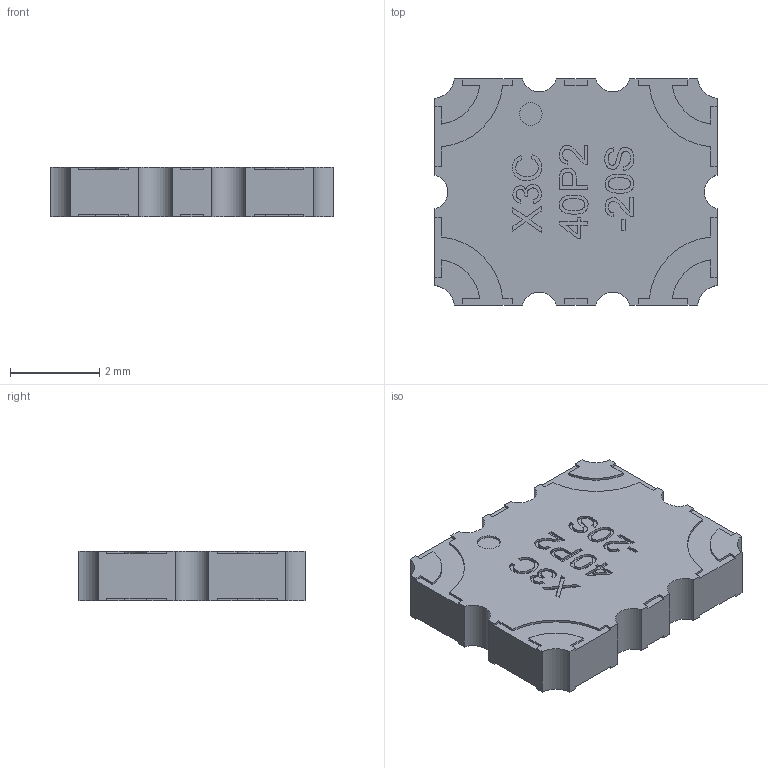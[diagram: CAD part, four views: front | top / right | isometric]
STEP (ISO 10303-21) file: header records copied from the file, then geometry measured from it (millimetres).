
FILE_DESCRIPTION (( 'STEP AP214' ), '1' );
FILE_NAME ('X3C40P2-20S_3D Model.STEP', '2024-07-02T15:10:11', ( '' ), ( '' ), 'SwSTEP 2.0', 'SolidWorks 2023', '' );
FILE_SCHEMA (( 'AUTOMOTIVE_DESIGN' ));
Length unit declared in the file: inch
Products named in the file (1): X3C40P2-20S_3D Model
Bounding box: 6.35 x 5.08 x 1.12 mm (x, y, z)
Volume: 33.7 mm3; surface area: 91.1 mm2
Topology: 1 solids, 1 shells, 301 faces, 846 edges, 564 vertices
Faces by surface type: plane 194, bspline 84, cylinder 23
Entity records: 14413 total; most frequent: CARTESIAN_POINT 7140, ORIENTED_EDGE 1692, DIRECTION 1160, EDGE_CURVE 846, LINE 632, VECTOR 632, VERTEX_POINT 564, EDGE_LOOP 318
